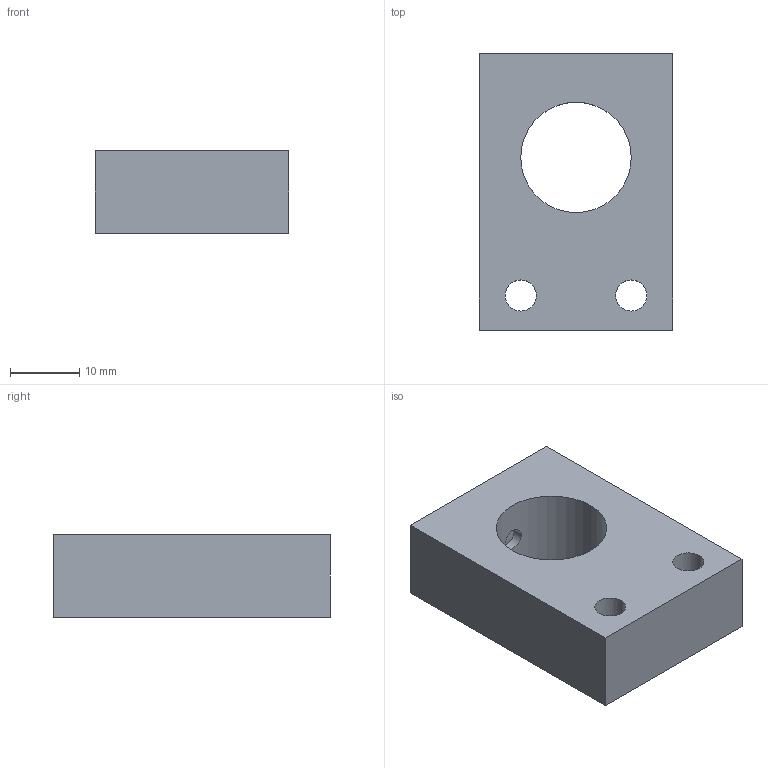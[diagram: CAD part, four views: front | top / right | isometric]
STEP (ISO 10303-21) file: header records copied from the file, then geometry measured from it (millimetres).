
FILE_DESCRIPTION( ( '' ), '1' );
FILE_NAME( 'SHQB16-25.stp', '2020-11-07T15:59:34', ( '' ), ( '' ), ' ', ' ', ' ' );
FILE_SCHEMA( ( 'CONFIG_CONTROL_DESIGN' ) );
Length unit declared in the file: millimetre
Products named in the file (2): 1; 2
Bounding box: 28 x 40 x 12 mm (x, y, z)
Volume: 10649.6 mm3; surface area: 4511.2 mm2
Topology: 2 solids, 2 shells, 39 faces, 84 edges, 50 vertices
Faces by surface type: plane 15, cone 14, cylinder 10
Entity records: 1204 total; most frequent: CARTESIAN_POINT 257, DIRECTION 188, ORIENTED_EDGE 168, EDGE_CURVE 84, AXIS2_PLACEMENT_3D 73, VERTEX_POINT 50, EDGE_LOOP 48, LINE 42
